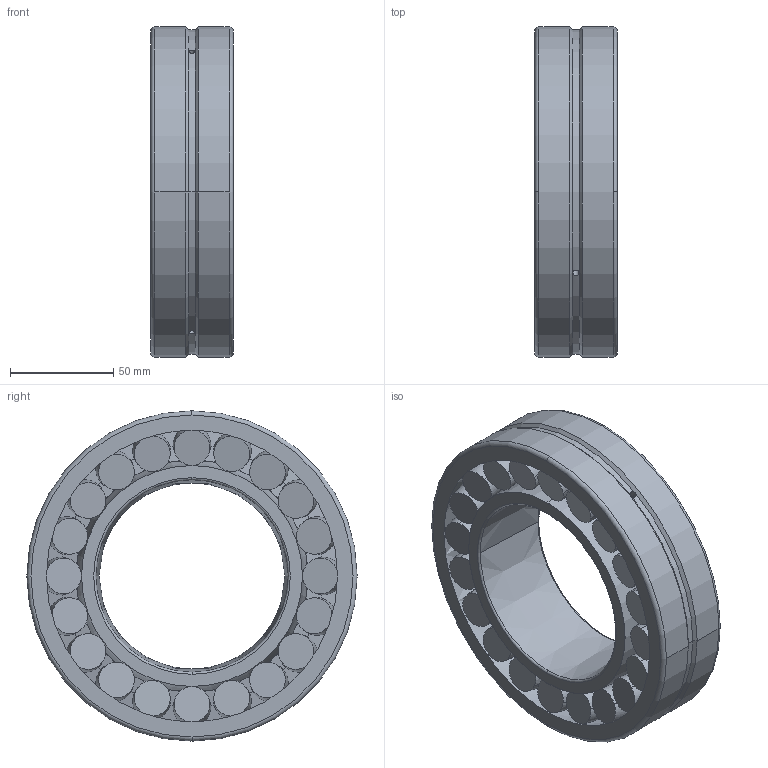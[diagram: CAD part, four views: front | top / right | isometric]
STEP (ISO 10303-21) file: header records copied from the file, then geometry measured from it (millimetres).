
FILE_DESCRIPTION(('STEP AP214'),'1');
FILE_NAME('SKF_bearing_22218_EK_2.stp','2024-02-29T12:29:20',('TraceParts'),('TraceParts S.A.'),'Spatial InterOp 3D',' ',' ');
FILE_SCHEMA(('AUTOMOTIVE_DESIGN { 1 0 10303 214 1 1 1 1 }'));
Length unit declared in the file: millimetre
Products named in the file (1): SKF_bearing_22218_EK_2_1
Bounding box: 40 x 160 x 160 mm (x, y, z)
Volume: 404585.6 mm3; surface area: 130784.8 mm2
Topology: 4 solids, 4 shells, 286 faces, 766 edges, 557 vertices
Faces by surface type: torus 178, plane 84, cylinder 16, cone 6, sphere 2
Entity records: 14322 total; most frequent: CARTESIAN_POINT 6978, DIRECTION 1587, ORIENTED_EDGE 1524, AXIS2_PLACEMENT_3D 784, EDGE_CURVE 762, VERTEX_POINT 557, CIRCLE 494, EDGE_LOOP 373
